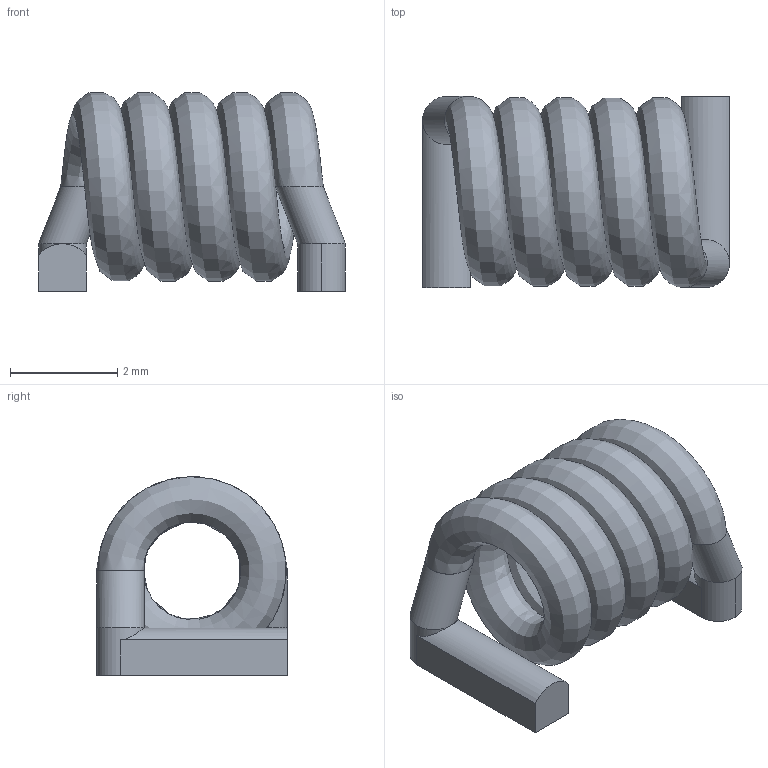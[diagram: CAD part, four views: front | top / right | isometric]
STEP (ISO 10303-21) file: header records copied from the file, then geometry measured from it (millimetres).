
FILE_DESCRIPTION(/* description */ ('model of L_Coilcraft_1515SQ-68N'),/* implementation_level */ '2;1');
FILE_NAME(/* name */ 'L_Coilcraft_1515SQ-68N.step',/* time_stamp */ '1970-01-01T00:00:00',/* author */ ('KiCAD','kicad'),/* organization */ ('OCCT'),/* preprocessor_version */ '',/* originating_system */ 'KiCAD',/* authorisation */ '');
FILE_SCHEMA(('AUTOMOTIVE_DESIGN { 1 0 10303 214 1 1 1 1 }'));
Length unit declared in the file: millimetre
Products named in the file (1): L_Coilcraft_1515SQ-68N
Bounding box: 5.72 x 3.56 x 3.71 mm (x, y, z)
Volume: 29.9 mm3; surface area: 136.5 mm2
Topology: 1 solids, 1 shells, 21 faces, 55 edges, 36 vertices
Faces by surface type: plane 12, cylinder 6, bspline 3
Entity records: 2213 total; most frequent: CARTESIAN_POINT 1801, ORIENTED_EDGE 88, EDGE_CURVE 55, VERTEX_POINT 36, DIRECTION 26, AXIS2_PLACEMENT_3D 21, ADVANCED_FACE 21, FACE_BOUND 21
